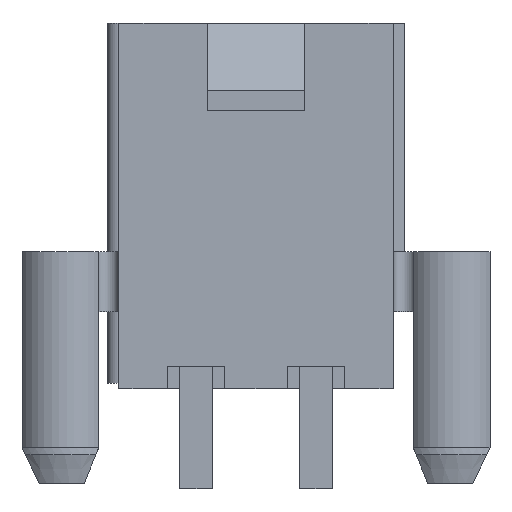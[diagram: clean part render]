
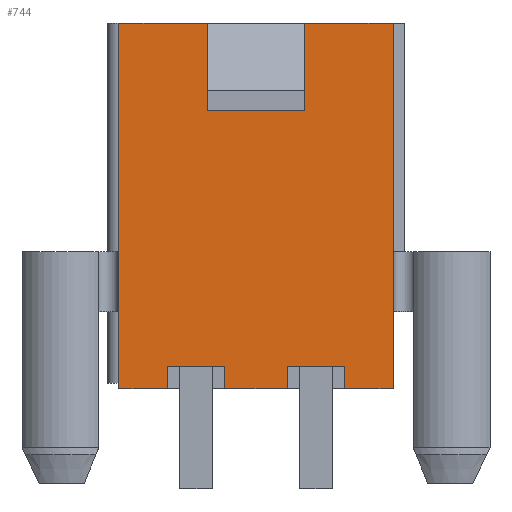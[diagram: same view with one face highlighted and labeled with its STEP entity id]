
A CAD part, front view. The second image highlights one B-rep face of the part: STEP entity #744.
In plain terms, the highlighted planar face has unit normal (0, -1, 0).
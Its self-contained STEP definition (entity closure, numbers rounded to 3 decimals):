
#40 = VERTEX_POINT('',#41);
#41 = CARTESIAN_POINT('',(6.9,-7.3,0.02));
#47 = EDGE_CURVE('',#40,#48,#50,.T.);
#48 = VERTEX_POINT('',#49);
#49 = CARTESIAN_POINT('',(6.9,-7.3,12.82));
#50 = LINE('',#51,#52);
#51 = CARTESIAN_POINT('',(6.9,-7.3,0.02));
#52 = VECTOR('',#53,1.);
#53 = DIRECTION('',(0.,0.,1.));
#319 = VERTEX_POINT('',#320);
#320 = CARTESIAN_POINT('',(-2.7,-7.3,12.82));
#326 = EDGE_CURVE('',#327,#319,#329,.T.);
#327 = VERTEX_POINT('',#328);
#328 = CARTESIAN_POINT('',(-2.7,-7.3,0.02));
#329 = LINE('',#330,#331);
#330 = CARTESIAN_POINT('',(-2.7,-7.3,0.02));
#331 = VECTOR('',#332,1.);
#332 = DIRECTION('',(0.,0.,1.));
#456 = VERTEX_POINT('',#457);
#457 = CARTESIAN_POINT('',(3.8,-7.3,12.82));
#458 = VERTEX_POINT('',#459);
#459 = CARTESIAN_POINT('',(0.4,-7.3,12.82));
#465 = EDGE_CURVE('',#458,#319,#466,.T.);
#466 = LINE('',#467,#468);
#467 = CARTESIAN_POINT('',(0.4,-7.3,12.82));
#468 = VECTOR('',#469,1.);
#469 = DIRECTION('',(-1.,0.,0.));
#504 = EDGE_CURVE('',#48,#456,#505,.T.);
#505 = LINE('',#506,#507);
#506 = CARTESIAN_POINT('',(6.9,-7.3,12.82));
#507 = VECTOR('',#508,1.);
#508 = DIRECTION('',(-1.,0.,0.));
#717 = EDGE_CURVE('',#456,#718,#720,.T.);
#718 = VERTEX_POINT('',#719);
#719 = CARTESIAN_POINT('',(3.8,-7.3,9.77));
#720 = LINE('',#721,#722);
#721 = CARTESIAN_POINT('',(3.8,-7.3,12.82));
#722 = VECTOR('',#723,1.);
#723 = DIRECTION('',(0.,0.,-1.));
#744 = ADVANCED_FACE('',(#745),#836,.T.);
#745 = FACE_BOUND('',#746,.F.);
#746 = EDGE_LOOP('',(#747,#755,#763,#771,#779,#787,#795,#803,#811,#817,
    #818,#819,#827,#833,#834,#835));
#747 = ORIENTED_EDGE('',*,*,#748,.T.);
#748 = EDGE_CURVE('',#40,#749,#751,.T.);
#749 = VERTEX_POINT('',#750);
#750 = CARTESIAN_POINT('',(5.2,-7.3,0.02));
#751 = LINE('',#752,#753);
#752 = CARTESIAN_POINT('',(6.9,-7.3,0.02));
#753 = VECTOR('',#754,1.);
#754 = DIRECTION('',(-1.,0.,0.));
#755 = ORIENTED_EDGE('',*,*,#756,.T.);
#756 = EDGE_CURVE('',#749,#757,#759,.T.);
#757 = VERTEX_POINT('',#758);
#758 = CARTESIAN_POINT('',(5.2,-7.3,0.82));
#759 = LINE('',#760,#761);
#760 = CARTESIAN_POINT('',(5.2,-7.3,0.02));
#761 = VECTOR('',#762,1.);
#762 = DIRECTION('',(0.,0.,1.));
#763 = ORIENTED_EDGE('',*,*,#764,.T.);
#764 = EDGE_CURVE('',#757,#765,#767,.T.);
#765 = VERTEX_POINT('',#766);
#766 = CARTESIAN_POINT('',(3.2,-7.3,0.82));
#767 = LINE('',#768,#769);
#768 = CARTESIAN_POINT('',(5.2,-7.3,0.82));
#769 = VECTOR('',#770,1.);
#770 = DIRECTION('',(-1.,0.,0.));
#771 = ORIENTED_EDGE('',*,*,#772,.F.);
#772 = EDGE_CURVE('',#773,#765,#775,.T.);
#773 = VERTEX_POINT('',#774);
#774 = CARTESIAN_POINT('',(3.2,-7.3,0.02));
#775 = LINE('',#776,#777);
#776 = CARTESIAN_POINT('',(3.2,-7.3,0.02));
#777 = VECTOR('',#778,1.);
#778 = DIRECTION('',(0.,0.,1.));
#779 = ORIENTED_EDGE('',*,*,#780,.T.);
#780 = EDGE_CURVE('',#773,#781,#783,.T.);
#781 = VERTEX_POINT('',#782);
#782 = CARTESIAN_POINT('',(1.,-7.3,0.02));
#783 = LINE('',#784,#785);
#784 = CARTESIAN_POINT('',(3.2,-7.3,0.02));
#785 = VECTOR('',#786,1.);
#786 = DIRECTION('',(-1.,0.,0.));
#787 = ORIENTED_EDGE('',*,*,#788,.T.);
#788 = EDGE_CURVE('',#781,#789,#791,.T.);
#789 = VERTEX_POINT('',#790);
#790 = CARTESIAN_POINT('',(1.,-7.3,0.82));
#791 = LINE('',#792,#793);
#792 = CARTESIAN_POINT('',(1.,-7.3,0.02));
#793 = VECTOR('',#794,1.);
#794 = DIRECTION('',(0.,0.,1.));
#795 = ORIENTED_EDGE('',*,*,#796,.T.);
#796 = EDGE_CURVE('',#789,#797,#799,.T.);
#797 = VERTEX_POINT('',#798);
#798 = CARTESIAN_POINT('',(-1.,-7.3,0.82));
#799 = LINE('',#800,#801);
#800 = CARTESIAN_POINT('',(1.,-7.3,0.82));
#801 = VECTOR('',#802,1.);
#802 = DIRECTION('',(-1.,0.,0.));
#803 = ORIENTED_EDGE('',*,*,#804,.F.);
#804 = EDGE_CURVE('',#805,#797,#807,.T.);
#805 = VERTEX_POINT('',#806);
#806 = CARTESIAN_POINT('',(-1.,-7.3,0.02));
#807 = LINE('',#808,#809);
#808 = CARTESIAN_POINT('',(-1.,-7.3,0.02));
#809 = VECTOR('',#810,1.);
#810 = DIRECTION('',(0.,0.,1.));
#811 = ORIENTED_EDGE('',*,*,#812,.T.);
#812 = EDGE_CURVE('',#805,#327,#813,.T.);
#813 = LINE('',#814,#815);
#814 = CARTESIAN_POINT('',(-1.,-7.3,0.02));
#815 = VECTOR('',#816,1.);
#816 = DIRECTION('',(-1.,0.,0.));
#817 = ORIENTED_EDGE('',*,*,#326,.T.);
#818 = ORIENTED_EDGE('',*,*,#465,.F.);
#819 = ORIENTED_EDGE('',*,*,#820,.T.);
#820 = EDGE_CURVE('',#458,#821,#823,.T.);
#821 = VERTEX_POINT('',#822);
#822 = CARTESIAN_POINT('',(0.4,-7.3,9.77));
#823 = LINE('',#824,#825);
#824 = CARTESIAN_POINT('',(0.4,-7.3,12.82));
#825 = VECTOR('',#826,1.);
#826 = DIRECTION('',(0.,0.,-1.));
#827 = ORIENTED_EDGE('',*,*,#828,.F.);
#828 = EDGE_CURVE('',#718,#821,#829,.T.);
#829 = LINE('',#830,#831);
#830 = CARTESIAN_POINT('',(3.8,-7.3,9.77));
#831 = VECTOR('',#832,1.);
#832 = DIRECTION('',(-1.,0.,0.));
#833 = ORIENTED_EDGE('',*,*,#717,.F.);
#834 = ORIENTED_EDGE('',*,*,#504,.F.);
#835 = ORIENTED_EDGE('',*,*,#47,.F.);
#836 = PLANE('',#837);
#837 = AXIS2_PLACEMENT_3D('',#838,#839,#840);
#838 = CARTESIAN_POINT('',(6.9,-7.3,0.02));
#839 = DIRECTION('',(0.,-1.,0.));
#840 = DIRECTION('',(0.,0.,1.));
